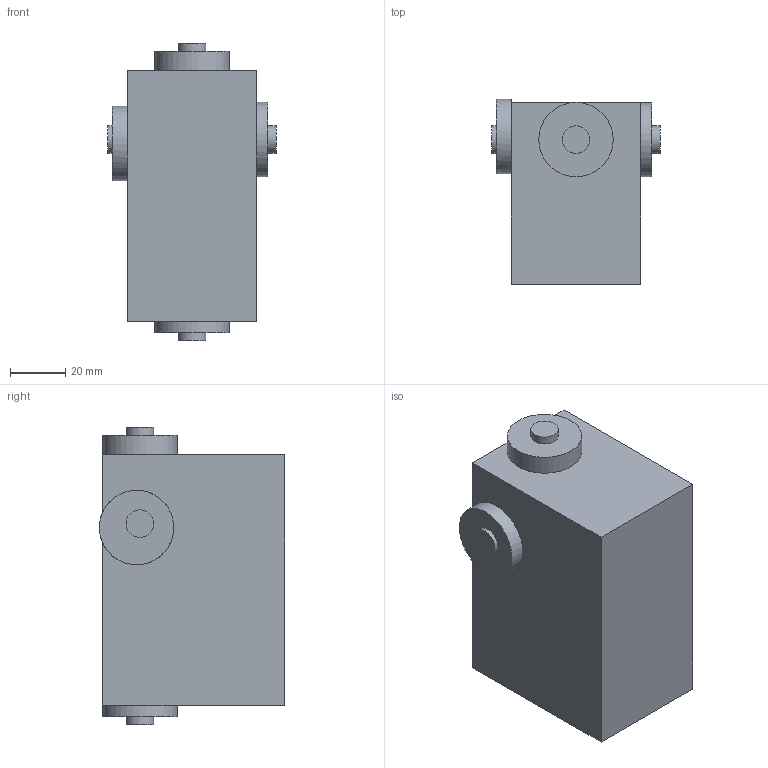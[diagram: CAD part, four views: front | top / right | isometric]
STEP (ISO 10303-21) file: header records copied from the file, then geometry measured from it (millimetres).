
FILE_DESCRIPTION(/* description */ (''),/* implementation_level */ '2;1');
FILE_NAME(/* name */ 'link30.stp',/* time_stamp */ '2019-12-11T18:08:39+00:00',/* author */ (''),/* organization */ (''),/* preprocessor_version */ 'ST-DEVELOPER v18',/* originating_system */ 'Autodesk Translation Framework v8.9.1.1155',/* authorisation */ '');
FILE_SCHEMA (('AUTOMOTIVE_DESIGN { 1 0 10303 214 3 1 1 }'));
Length unit declared in the file: centimetre
Products named in the file (1): lower hip(Mirror)
Bounding box: 61 x 67.21 x 108 mm (x, y, z)
Volume: 294846.9 mm3; surface area: 28857.1 mm2
Topology: 1 solids, 1 shells, 23 faces, 48 edges, 31 vertices
Faces by surface type: plane 15, cylinder 8
Full cylindrical faces by diameter (mm): 10 x4, 27 x4
Entity records: 652 total; most frequent: DIRECTION 117, CARTESIAN_POINT 103, ORIENTED_EDGE 96, EDGE_CURVE 48, AXIS2_PLACEMENT_3D 45, VERTEX_POINT 31, EDGE_LOOP 27, LINE 27
